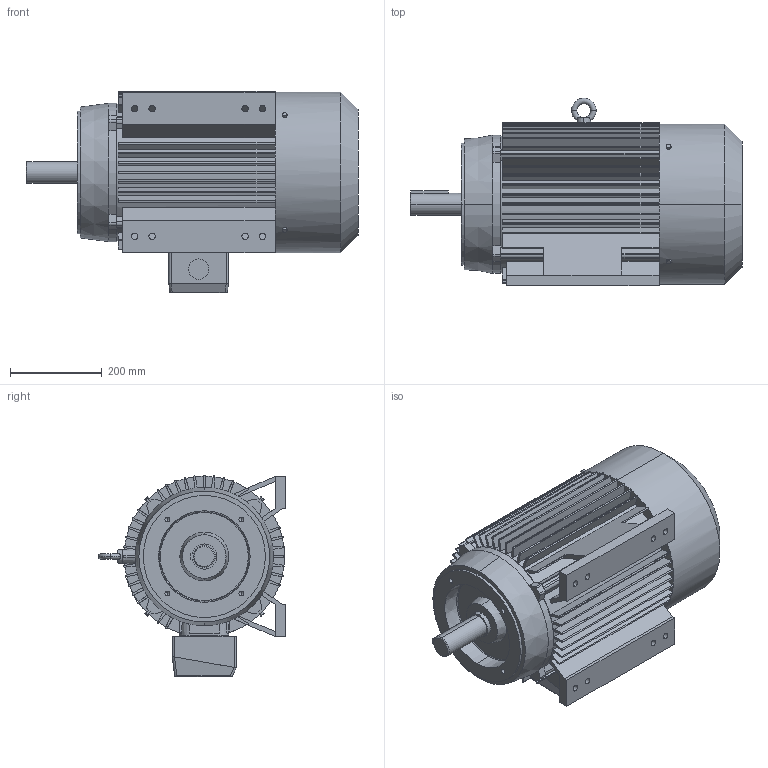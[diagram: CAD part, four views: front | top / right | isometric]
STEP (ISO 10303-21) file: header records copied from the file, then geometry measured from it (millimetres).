
FILE_DESCRIPTION (( 'STEP AP203' ), '1' );
FILE_NAME ('SIE284TC.STEP', '2012-10-25T09:50:25', ( 'INDUKTA' ), ( 'INDUKTA' ), 'SwSTEP 2.0', 'SolidWorks 2003064', '' );
FILE_SCHEMA (( 'CONFIG_CONTROL_DESIGN' ));
Length unit declared in the file: millimetre
Products named in the file (1): SIE284TC
Bounding box: 724.9 x 409.47 x 440.13 mm (x, y, z)
Volume: 51906387.7 mm3; surface area: 1754338.2 mm2
Topology: 2 solids, 2 shells, 651 faces, 1755 edges, 1125 vertices
Faces by surface type: plane 422, cylinder 171, cone 26, bspline 24, torus 8
Entity records: 23999 total; most frequent: CARTESIAN_POINT 7501, ORIENTED_EDGE 3494, DIRECTION 3385, EDGE_CURVE 1747, AXIS2_PLACEMENT_3D 1135, VERTEX_POINT 1125, VECTOR 1115, LINE 1115
